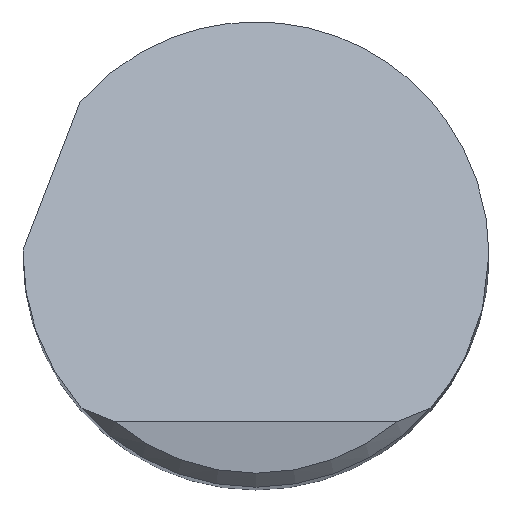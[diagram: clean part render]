
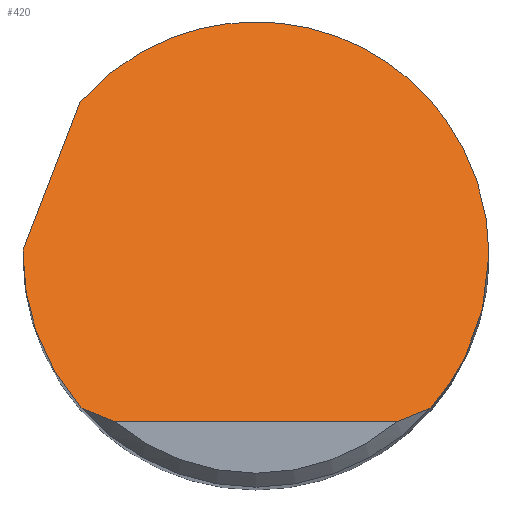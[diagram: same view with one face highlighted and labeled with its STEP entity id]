
A CAD part, top view. The second image highlights one B-rep face of the part: STEP entity #420.
In plain terms, the highlighted planar face has unit normal (0, 0.707, 0.707).
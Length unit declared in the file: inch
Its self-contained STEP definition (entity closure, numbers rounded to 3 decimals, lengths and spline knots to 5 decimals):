
#7 = CARTESIAN_POINT ( 'NONE',  ( -0.31638, -0.1672, 2.9872 ) ) ;
#21 = EDGE_CURVE ( 'NONE', #416, #537, #229, .T. ) ;
#25 = CARTESIAN_POINT ( 'NONE',  ( 0.15108, -0.18, 3. ) ) ;
#36 =( BOUNDED_CURVE ( )  B_SPLINE_CURVE ( 3, ( #103, #323, #666, #275 ),
 .UNSPECIFIED., .F., .F. ) 
 B_SPLINE_CURVE_WITH_KNOTS ( ( 4, 4 ),
 ( 5.42872, 7.85398 ),
 .UNSPECIFIED. ) 
 CURVE ( )  GEOMETRIC_REPRESENTATION_ITEM ( )  RATIONAL_B_SPLINE_CURVE ( ( 1., 0.567, 0.567, 1. ) ) 
 REPRESENTATION_ITEM ( '' )  );
#65 = DIRECTION ( 'NONE',  ( 0.263, 0.682, -0.682 ) ) ;
#71 = EDGE_CURVE ( 'NONE', #117, #579, #435, .T. ) ;
#74 = EDGE_CURVE ( 'NONE', #497, #400, #303, .T. ) ;
#97 = CARTESIAN_POINT ( 'NONE',  ( -0.17589, -0.1704, 2.9904 ) ) ;
#98 = EDGE_CURVE ( 'NONE', #579, #400, #686, .T. ) ;
#103 = CARTESIAN_POINT ( 'NONE',  ( -0.18855, 0.16416, 2.65584 ) ) ;
#107 = CARTESIAN_POINT ( 'NONE',  ( 0.18782, -0.165, 2.985 ) ) ;
#114 = ORIENTED_EDGE ( 'NONE', *, *, #176, .F. ) ;
#117 = VERTEX_POINT ( 'NONE', #401 ) ;
#118 = CARTESIAN_POINT ( 'NONE',  ( 0.17589, -0.1704, 2.9904 ) ) ;
#120 = ORIENTED_EDGE ( 'NONE', *, *, #98, .T. ) ;
#127 = CARTESIAN_POINT ( 'NONE',  ( -0.25, 0., 2.82 ) ) ;
#128 =( BOUNDED_CURVE ( )  B_SPLINE_CURVE ( 3, ( #285, #411, #175, #344 ),
 .UNSPECIFIED., .F., .T. ) 
 B_SPLINE_CURVE_WITH_KNOTS ( ( 4, 4 ),
 ( 4.71239, 4.73239 ),
 .UNSPECIFIED. ) 
 CURVE ( )  GEOMETRIC_REPRESENTATION_ITEM ( )  RATIONAL_B_SPLINE_CURVE ( ( 1., 1., 1., 1. ) ) 
 REPRESENTATION_ITEM ( '' )  );
#152 = CARTESIAN_POINT ( 'NONE',  ( -0.18782, -0.165, 2.985 ) ) ;
#161 = ORIENTED_EDGE ( 'NONE', *, *, #190, .F. ) ;
#170 = CARTESIAN_POINT ( 'NONE',  ( 0.16367, -0.17542, 2.99542 ) ) ;
#175 = CARTESIAN_POINT ( 'NONE',  ( -0.24998, 0.00333, 2.81667 ) ) ;
#176 = EDGE_CURVE ( 'NONE', #537, #589, #128, .T. ) ;
#190 = EDGE_CURVE ( 'NONE', #589, #619, #580, .T. ) ;
#215 = DIRECTION ( 'NONE',  ( 0., 0.707, -0.707 ) ) ;
#229 =( BOUNDED_CURVE ( )  B_SPLINE_CURVE ( 3, ( #605, #613, #443, #667 ),
 .UNSPECIFIED., .F., .T. ) 
 B_SPLINE_CURVE_WITH_KNOTS ( ( 4, 4 ),
 ( 3.99157, 4.71239 ),
 .UNSPECIFIED. ) 
 CURVE ( )  GEOMETRIC_REPRESENTATION_ITEM ( )  RATIONAL_B_SPLINE_CURVE ( ( 1., 0.957, 0.957, 1. ) ) 
 REPRESENTATION_ITEM ( '' )  );
#275 = CARTESIAN_POINT ( 'NONE',  ( 0.25, 0., 2.82 ) ) ;
#285 = CARTESIAN_POINT ( 'NONE',  ( -0.25, 0., 2.82 ) ) ;
#297 = CARTESIAN_POINT ( 'NONE',  ( -0.18782, -0.165, 2.985 ) ) ;
#303 =( BOUNDED_CURVE ( )  B_SPLINE_CURVE ( 3, ( #452, #564, #620, #107 ),
 .UNSPECIFIED., .F., .T. ) 
 B_SPLINE_CURVE_WITH_KNOTS ( ( 4, 4 ),
 ( 1.5708, 2.29162 ),
 .UNSPECIFIED. ) 
 CURVE ( )  GEOMETRIC_REPRESENTATION_ITEM ( )  RATIONAL_B_SPLINE_CURVE ( ( 1., 0.957, 0.957, 1. ) ) 
 REPRESENTATION_ITEM ( '' )  );
#323 = CARTESIAN_POINT ( 'NONE',  ( -0.0078, 0.37177, 2.44823 ) ) ;
#344 = CARTESIAN_POINT ( 'NONE',  ( -0.24995, 0.005, 2.815 ) ) ;
#362 = CARTESIAN_POINT ( 'NONE',  ( -0.16367, -0.17542, 2.99542 ) ) ;
#382 = CARTESIAN_POINT ( 'NONE',  ( 0., -0.18, 3. ) ) ;
#400 = VERTEX_POINT ( 'NONE', #607 ) ;
#401 = CARTESIAN_POINT ( 'NONE',  ( -0.15108, -0.18, 3. ) ) ;
#407 = CARTESIAN_POINT ( 'NONE',  ( 0.18782, -0.165, 2.985 ) ) ;
#411 = CARTESIAN_POINT ( 'NONE',  ( -0.25, 0.00167, 2.81833 ) ) ;
#416 = VERTEX_POINT ( 'NONE', #152 ) ;
#420 = ADVANCED_FACE ( 'NONE', ( #445 ), #544, .F. ) ;
#435 = LINE ( 'NONE', #382, #543 ) ;
#443 = CARTESIAN_POINT ( 'NONE',  ( -0.25, -0.06141, 2.88141 ) ) ;
#444 = EDGE_CURVE ( 'NONE', #619, #497, #36, .T. ) ;
#445 = FACE_OUTER_BOUND ( 'NONE', #707, .T. ) ;
#446 = ORIENTED_EDGE ( 'NONE', *, *, #21, .F. ) ;
#449 = VECTOR ( 'NONE', #65, 39.37008 ) ;
#452 = CARTESIAN_POINT ( 'NONE',  ( 0.25, 0., 2.82 ) ) ;
#453 = CARTESIAN_POINT ( 'NONE',  ( 0.25, 0., 2.82 ) ) ;
#487 = CARTESIAN_POINT ( 'NONE',  ( -0.18855, 0.16416, 2.65584 ) ) ;
#497 = VERTEX_POINT ( 'NONE', #453 ) ;
#500 = DIRECTION ( 'NONE',  ( 0., -0.707, -0.707 ) ) ;
#503 = ORIENTED_EDGE ( 'NONE', *, *, #444, .F. ) ;
#509 = CARTESIAN_POINT ( 'NONE',  ( 0.15108, -0.18, 3. ) ) ;
#529 = CARTESIAN_POINT ( 'NONE',  ( -0.15108, -0.18, 3. ) ) ;
#537 = VERTEX_POINT ( 'NONE', #127 ) ;
#543 = VECTOR ( 'NONE', #609, 39.37008 ) ;
#544 = PLANE ( 'NONE',  #699 ) ;
#552 = ORIENTED_EDGE ( 'NONE', *, *, #74, .F. ) ;
#556 = CARTESIAN_POINT ( 'NONE',  ( -0.25, -0.18, 3. ) ) ;
#563 = ORIENTED_EDGE ( 'NONE', *, *, #71, .T. ) ;
#564 = CARTESIAN_POINT ( 'NONE',  ( 0.25, -0.06141, 2.88141 ) ) ;
#579 = VERTEX_POINT ( 'NONE', #25 ) ;
#580 = LINE ( 'NONE', #7, #449 ) ;
#582 = EDGE_CURVE ( 'NONE', #416, #117, #712, .T. ) ;
#589 = VERTEX_POINT ( 'NONE', #705 ) ;
#605 = CARTESIAN_POINT ( 'NONE',  ( -0.18782, -0.165, 2.985 ) ) ;
#607 = CARTESIAN_POINT ( 'NONE',  ( 0.18782, -0.165, 2.985 ) ) ;
#609 = DIRECTION ( 'NONE',  ( 1., 0., 0. ) ) ;
#613 = CARTESIAN_POINT ( 'NONE',  ( -0.22834, -0.11887, 2.93887 ) ) ;
#619 = VERTEX_POINT ( 'NONE', #487 ) ;
#620 = CARTESIAN_POINT ( 'NONE',  ( 0.22834, -0.11887, 2.93887 ) ) ;
#666 = CARTESIAN_POINT ( 'NONE',  ( 0.25, 0.27527, 2.54473 ) ) ;
#667 = CARTESIAN_POINT ( 'NONE',  ( -0.25, 0., 2.82 ) ) ;
#676 = ORIENTED_EDGE ( 'NONE', *, *, #582, .T. ) ;
#686 = B_SPLINE_CURVE_WITH_KNOTS ( 'NONE', 3,
 ( #509, #170, #118, #407 ),
 .UNSPECIFIED., .F., .F.,
 ( 4, 4 ),
 ( 0., 0.00108 ),
 .UNSPECIFIED. ) ;
#699 = AXIS2_PLACEMENT_3D ( 'NONE', #556, #500, #215 ) ;
#705 = CARTESIAN_POINT ( 'NONE',  ( -0.24995, 0.005, 2.815 ) ) ;
#707 = EDGE_LOOP ( 'NONE', ( #563, #120, #552, #503, #161, #114, #446, #676 ) ) ;
#712 = B_SPLINE_CURVE_WITH_KNOTS ( 'NONE', 3,
 ( #297, #97, #362, #529 ),
 .UNSPECIFIED., .F., .F.,
 ( 4, 4 ),
 ( 0., 0.00108 ),
 .UNSPECIFIED. ) ;
